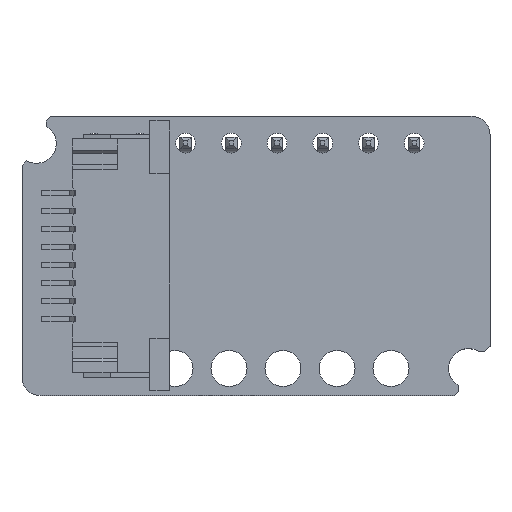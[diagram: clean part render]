
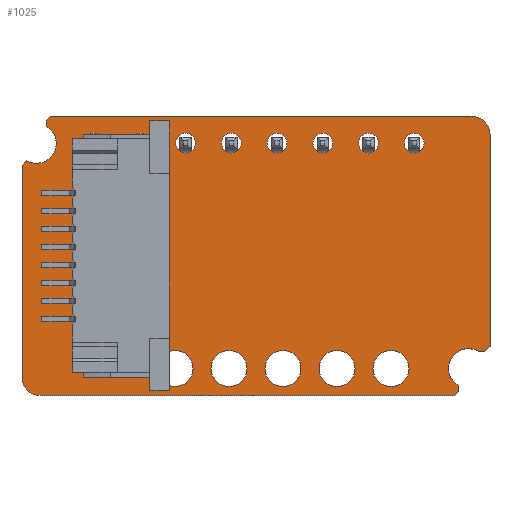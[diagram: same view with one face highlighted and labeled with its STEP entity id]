
A CAD part, top view. The second image highlights one B-rep face of the part: STEP entity #1025.
In plain terms, the highlighted planar face has unit normal (0, 0, 1).
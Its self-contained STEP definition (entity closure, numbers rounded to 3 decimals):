
#68 = VERTEX_POINT('',#69);
#69 = CARTESIAN_POINT('',(0.,1.,1.59));
#75 = EDGE_CURVE('',#68,#76,#78,.T.);
#76 = VERTEX_POINT('',#77);
#77 = CARTESIAN_POINT('',(0.,12.797,1.59));
#78 = LINE('',#79,#80);
#79 = CARTESIAN_POINT('',(0.,1.,1.59));
#80 = VECTOR('',#81,1.);
#81 = DIRECTION('',(0.,1.,0.));
#106 = EDGE_CURVE('',#76,#107,#109,.T.);
#107 = VERTEX_POINT('',#108);
#108 = CARTESIAN_POINT('',(0.25,13.047,1.59));
#109 = LINE('',#110,#111);
#110 = CARTESIAN_POINT('',(0.,12.797,1.59));
#111 = VECTOR('',#112,1.);
#112 = DIRECTION('',(0.707,0.707,0.));
#137 = EDGE_CURVE('',#107,#138,#140,.T.);
#138 = VERTEX_POINT('',#139);
#139 = CARTESIAN_POINT('',(1.35,14.953,1.59));
#140 = CIRCLE('',#141,1.1);
#141 = AXIS2_PLACEMENT_3D('',#142,#143,#144);
#142 = CARTESIAN_POINT('',(0.8,14.,1.59));
#143 = DIRECTION('',(0.,0.,1.));
#144 = DIRECTION('',(-0.5,-0.866,0.));
#170 = EDGE_CURVE('',#138,#171,#173,.T.);
#171 = VERTEX_POINT('',#172);
#172 = CARTESIAN_POINT('',(1.35,15.25,1.59));
#173 = LINE('',#174,#175);
#174 = CARTESIAN_POINT('',(1.35,14.953,1.59));
#175 = VECTOR('',#176,1.);
#176 = DIRECTION('',(0.,1.,0.));
#201 = EDGE_CURVE('',#171,#202,#204,.T.);
#202 = VERTEX_POINT('',#203);
#203 = CARTESIAN_POINT('',(1.6,15.5,1.59));
#204 = LINE('',#205,#206);
#205 = CARTESIAN_POINT('',(1.35,15.25,1.59));
#206 = VECTOR('',#207,1.);
#207 = DIRECTION('',(0.707,0.707,0.));
#232 = EDGE_CURVE('',#202,#233,#235,.T.);
#233 = VERTEX_POINT('',#234);
#234 = CARTESIAN_POINT('',(25.,15.5,1.59));
#235 = LINE('',#236,#237);
#236 = CARTESIAN_POINT('',(1.6,15.5,1.59));
#237 = VECTOR('',#238,1.);
#238 = DIRECTION('',(1.,0.,0.));
#263 = EDGE_CURVE('',#233,#264,#266,.T.);
#264 = VERTEX_POINT('',#265);
#265 = CARTESIAN_POINT('',(26.,14.5,1.59));
#266 = CIRCLE('',#267,1.);
#267 = AXIS2_PLACEMENT_3D('',#268,#269,#270);
#268 = CARTESIAN_POINT('',(25.,14.5,1.59));
#269 = DIRECTION('',(0.,0.,-1.));
#270 = DIRECTION('',(0.,1.,0.));
#296 = EDGE_CURVE('',#264,#297,#299,.T.);
#297 = VERTEX_POINT('',#298);
#298 = CARTESIAN_POINT('',(26.,2.75,1.59));
#299 = LINE('',#300,#301);
#300 = CARTESIAN_POINT('',(26.,14.5,1.59));
#301 = VECTOR('',#302,1.);
#302 = DIRECTION('',(0.,-1.,0.));
#327 = EDGE_CURVE('',#297,#328,#330,.T.);
#328 = VERTEX_POINT('',#329);
#329 = CARTESIAN_POINT('',(25.703,2.453,1.59));
#330 = LINE('',#331,#332);
#331 = CARTESIAN_POINT('',(26.,2.75,1.59));
#332 = VECTOR('',#333,1.);
#333 = DIRECTION('',(-0.707,-0.707,0.));
#358 = EDGE_CURVE('',#328,#359,#361,.T.);
#359 = VERTEX_POINT('',#360);
#360 = CARTESIAN_POINT('',(25.35,2.453,1.59));
#361 = LINE('',#362,#363);
#362 = CARTESIAN_POINT('',(25.703,2.453,1.59));
#363 = VECTOR('',#364,1.);
#364 = DIRECTION('',(-1.,0.,0.));
#389 = EDGE_CURVE('',#359,#390,#392,.T.);
#390 = VERTEX_POINT('',#391);
#391 = CARTESIAN_POINT('',(24.25,0.547,1.59));
#392 = CIRCLE('',#393,1.1);
#393 = AXIS2_PLACEMENT_3D('',#394,#395,#396);
#394 = CARTESIAN_POINT('',(24.8,1.5,1.59));
#395 = DIRECTION('',(0.,0.,1.));
#396 = DIRECTION('',(0.5,0.866,0.));
#422 = EDGE_CURVE('',#390,#423,#425,.T.);
#423 = VERTEX_POINT('',#424);
#424 = CARTESIAN_POINT('',(24.25,0.25,1.59));
#425 = LINE('',#426,#427);
#426 = CARTESIAN_POINT('',(24.25,0.547,1.59));
#427 = VECTOR('',#428,1.);
#428 = DIRECTION('',(0.,-1.,0.));
#453 = EDGE_CURVE('',#423,#454,#456,.T.);
#454 = VERTEX_POINT('',#455);
#455 = CARTESIAN_POINT('',(24.,0.,1.59));
#456 = LINE('',#457,#458);
#457 = CARTESIAN_POINT('',(24.25,0.25,1.59));
#458 = VECTOR('',#459,1.);
#459 = DIRECTION('',(-0.707,-0.707,0.));
#484 = EDGE_CURVE('',#454,#485,#487,.T.);
#485 = VERTEX_POINT('',#486);
#486 = CARTESIAN_POINT('',(1.,0.,1.59));
#487 = LINE('',#488,#489);
#488 = CARTESIAN_POINT('',(24.,0.,1.59));
#489 = VECTOR('',#490,1.);
#490 = DIRECTION('',(-1.,0.,0.));
#515 = EDGE_CURVE('',#485,#68,#516,.T.);
#516 = CIRCLE('',#517,1.);
#517 = AXIS2_PLACEMENT_3D('',#518,#519,#520);
#518 = CARTESIAN_POINT('',(1.,1.,1.59));
#519 = DIRECTION('',(0.,0.,-1.));
#520 = DIRECTION('',(0.,-1.,0.));
#541 = VERTEX_POINT('',#542);
#542 = CARTESIAN_POINT('',(4.56,14.02,1.59));
#548 = EDGE_CURVE('',#541,#541,#549,.T.);
#549 = CIRCLE('',#550,0.55);
#550 = AXIS2_PLACEMENT_3D('',#551,#552,#553);
#551 = CARTESIAN_POINT('',(4.01,14.02,1.59));
#552 = DIRECTION('',(0.,0.,1.));
#553 = DIRECTION('',(1.,0.,0.));
#574 = VERTEX_POINT('',#575);
#575 = CARTESIAN_POINT('',(12.5,1.5,1.59));
#581 = EDGE_CURVE('',#574,#574,#582,.T.);
#582 = CIRCLE('',#583,1.);
#583 = AXIS2_PLACEMENT_3D('',#584,#585,#586);
#584 = CARTESIAN_POINT('',(11.5,1.5,1.59));
#585 = DIRECTION('',(0.,0.,1.));
#586 = DIRECTION('',(1.,0.,0.));
#607 = VERTEX_POINT('',#608);
#608 = CARTESIAN_POINT('',(9.5,1.5,1.59));
#614 = EDGE_CURVE('',#607,#607,#615,.T.);
#615 = CIRCLE('',#616,1.);
#616 = AXIS2_PLACEMENT_3D('',#617,#618,#619);
#617 = CARTESIAN_POINT('',(8.5,1.5,1.59));
#618 = DIRECTION('',(0.,0.,1.));
#619 = DIRECTION('',(1.,0.,0.));
#640 = VERTEX_POINT('',#641);
#641 = CARTESIAN_POINT('',(7.1,14.02,1.59));
#647 = EDGE_CURVE('',#640,#640,#648,.T.);
#648 = CIRCLE('',#649,0.55);
#649 = AXIS2_PLACEMENT_3D('',#650,#651,#652);
#650 = CARTESIAN_POINT('',(6.55,14.02,1.59));
#651 = DIRECTION('',(0.,0.,1.));
#652 = DIRECTION('',(1.,0.,0.));
#673 = VERTEX_POINT('',#674);
#674 = CARTESIAN_POINT('',(12.18,14.02,1.59));
#680 = EDGE_CURVE('',#673,#673,#681,.T.);
#681 = CIRCLE('',#682,0.55);
#682 = AXIS2_PLACEMENT_3D('',#683,#684,#685);
#683 = CARTESIAN_POINT('',(11.63,14.02,1.59));
#684 = DIRECTION('',(0.,0.,1.));
#685 = DIRECTION('',(1.,0.,0.));
#706 = VERTEX_POINT('',#707);
#707 = CARTESIAN_POINT('',(9.64,14.02,1.59));
#713 = EDGE_CURVE('',#706,#706,#714,.T.);
#714 = CIRCLE('',#715,0.55);
#715 = AXIS2_PLACEMENT_3D('',#716,#717,#718);
#716 = CARTESIAN_POINT('',(9.09,14.02,1.59));
#717 = DIRECTION('',(0.,0.,1.));
#718 = DIRECTION('',(1.,0.,0.));
#739 = VERTEX_POINT('',#740);
#740 = CARTESIAN_POINT('',(15.5,1.5,1.59));
#746 = EDGE_CURVE('',#739,#739,#747,.T.);
#747 = CIRCLE('',#748,1.);
#748 = AXIS2_PLACEMENT_3D('',#749,#750,#751);
#749 = CARTESIAN_POINT('',(14.5,1.5,1.59));
#750 = DIRECTION('',(0.,0.,1.));
#751 = DIRECTION('',(1.,0.,0.));
#772 = VERTEX_POINT('',#773);
#773 = CARTESIAN_POINT('',(21.5,1.5,1.59));
#779 = EDGE_CURVE('',#772,#772,#780,.T.);
#780 = CIRCLE('',#781,1.);
#781 = AXIS2_PLACEMENT_3D('',#782,#783,#784);
#782 = CARTESIAN_POINT('',(20.5,1.5,1.59));
#783 = DIRECTION('',(0.,0.,1.));
#784 = DIRECTION('',(1.,0.,0.));
#805 = VERTEX_POINT('',#806);
#806 = CARTESIAN_POINT('',(18.5,1.5,1.59));
#812 = EDGE_CURVE('',#805,#805,#813,.T.);
#813 = CIRCLE('',#814,1.);
#814 = AXIS2_PLACEMENT_3D('',#815,#816,#817);
#815 = CARTESIAN_POINT('',(17.5,1.5,1.59));
#816 = DIRECTION('',(0.,0.,1.));
#817 = DIRECTION('',(1.,0.,0.));
#838 = VERTEX_POINT('',#839);
#839 = CARTESIAN_POINT('',(17.26,14.02,1.59));
#845 = EDGE_CURVE('',#838,#838,#846,.T.);
#846 = CIRCLE('',#847,0.55);
#847 = AXIS2_PLACEMENT_3D('',#848,#849,#850);
#848 = CARTESIAN_POINT('',(16.71,14.02,1.59));
#849 = DIRECTION('',(0.,0.,1.));
#850 = DIRECTION('',(1.,0.,0.));
#871 = VERTEX_POINT('',#872);
#872 = CARTESIAN_POINT('',(14.72,14.02,1.59));
#878 = EDGE_CURVE('',#871,#871,#879,.T.);
#879 = CIRCLE('',#880,0.55);
#880 = AXIS2_PLACEMENT_3D('',#881,#882,#883);
#881 = CARTESIAN_POINT('',(14.17,14.02,1.59));
#882 = DIRECTION('',(0.,0.,1.));
#883 = DIRECTION('',(1.,0.,0.));
#904 = VERTEX_POINT('',#905);
#905 = CARTESIAN_POINT('',(22.34,14.02,1.59));
#911 = EDGE_CURVE('',#904,#904,#912,.T.);
#912 = CIRCLE('',#913,0.55);
#913 = AXIS2_PLACEMENT_3D('',#914,#915,#916);
#914 = CARTESIAN_POINT('',(21.79,14.02,1.59));
#915 = DIRECTION('',(0.,0.,1.));
#916 = DIRECTION('',(1.,0.,0.));
#937 = VERTEX_POINT('',#938);
#938 = CARTESIAN_POINT('',(19.8,14.02,1.59));
#944 = EDGE_CURVE('',#937,#937,#945,.T.);
#945 = CIRCLE('',#946,0.55);
#946 = AXIS2_PLACEMENT_3D('',#947,#948,#949);
#947 = CARTESIAN_POINT('',(19.25,14.02,1.59));
#948 = DIRECTION('',(0.,0.,1.));
#949 = DIRECTION('',(1.,0.,0.));
#1025 = ADVANCED_FACE('',(#1026,#1043,#1046,#1049,#1052,#1055,#1058,
    #1061,#1064,#1067,#1070,#1073,#1076,#1079),#1082,.T.);
#1026 = FACE_BOUND('',#1027,.F.);
#1027 = EDGE_LOOP('',(#1028,#1029,#1030,#1031,#1032,#1033,#1034,#1035,
    #1036,#1037,#1038,#1039,#1040,#1041,#1042));
#1028 = ORIENTED_EDGE('',*,*,#75,.T.);
#1029 = ORIENTED_EDGE('',*,*,#106,.T.);
#1030 = ORIENTED_EDGE('',*,*,#137,.T.);
#1031 = ORIENTED_EDGE('',*,*,#170,.T.);
#1032 = ORIENTED_EDGE('',*,*,#201,.T.);
#1033 = ORIENTED_EDGE('',*,*,#232,.T.);
#1034 = ORIENTED_EDGE('',*,*,#263,.T.);
#1035 = ORIENTED_EDGE('',*,*,#296,.T.);
#1036 = ORIENTED_EDGE('',*,*,#327,.T.);
#1037 = ORIENTED_EDGE('',*,*,#358,.T.);
#1038 = ORIENTED_EDGE('',*,*,#389,.T.);
#1039 = ORIENTED_EDGE('',*,*,#422,.T.);
#1040 = ORIENTED_EDGE('',*,*,#453,.T.);
#1041 = ORIENTED_EDGE('',*,*,#484,.T.);
#1042 = ORIENTED_EDGE('',*,*,#515,.T.);
#1043 = FACE_BOUND('',#1044,.T.);
#1044 = EDGE_LOOP('',(#1045));
#1045 = ORIENTED_EDGE('',*,*,#548,.F.);
#1046 = FACE_BOUND('',#1047,.T.);
#1047 = EDGE_LOOP('',(#1048));
#1048 = ORIENTED_EDGE('',*,*,#581,.F.);
#1049 = FACE_BOUND('',#1050,.T.);
#1050 = EDGE_LOOP('',(#1051));
#1051 = ORIENTED_EDGE('',*,*,#614,.F.);
#1052 = FACE_BOUND('',#1053,.T.);
#1053 = EDGE_LOOP('',(#1054));
#1054 = ORIENTED_EDGE('',*,*,#647,.F.);
#1055 = FACE_BOUND('',#1056,.T.);
#1056 = EDGE_LOOP('',(#1057));
#1057 = ORIENTED_EDGE('',*,*,#680,.F.);
#1058 = FACE_BOUND('',#1059,.T.);
#1059 = EDGE_LOOP('',(#1060));
#1060 = ORIENTED_EDGE('',*,*,#713,.F.);
#1061 = FACE_BOUND('',#1062,.T.);
#1062 = EDGE_LOOP('',(#1063));
#1063 = ORIENTED_EDGE('',*,*,#746,.F.);
#1064 = FACE_BOUND('',#1065,.T.);
#1065 = EDGE_LOOP('',(#1066));
#1066 = ORIENTED_EDGE('',*,*,#779,.F.);
#1067 = FACE_BOUND('',#1068,.T.);
#1068 = EDGE_LOOP('',(#1069));
#1069 = ORIENTED_EDGE('',*,*,#812,.F.);
#1070 = FACE_BOUND('',#1071,.T.);
#1071 = EDGE_LOOP('',(#1072));
#1072 = ORIENTED_EDGE('',*,*,#845,.F.);
#1073 = FACE_BOUND('',#1074,.T.);
#1074 = EDGE_LOOP('',(#1075));
#1075 = ORIENTED_EDGE('',*,*,#878,.F.);
#1076 = FACE_BOUND('',#1077,.T.);
#1077 = EDGE_LOOP('',(#1078));
#1078 = ORIENTED_EDGE('',*,*,#911,.F.);
#1079 = FACE_BOUND('',#1080,.T.);
#1080 = EDGE_LOOP('',(#1081));
#1081 = ORIENTED_EDGE('',*,*,#944,.F.);
#1082 = PLANE('',#1083);
#1083 = AXIS2_PLACEMENT_3D('',#1084,#1085,#1086);
#1084 = CARTESIAN_POINT('',(0.,1.,1.59));
#1085 = DIRECTION('',(0.,0.,1.));
#1086 = DIRECTION('',(1.,0.,0.));
